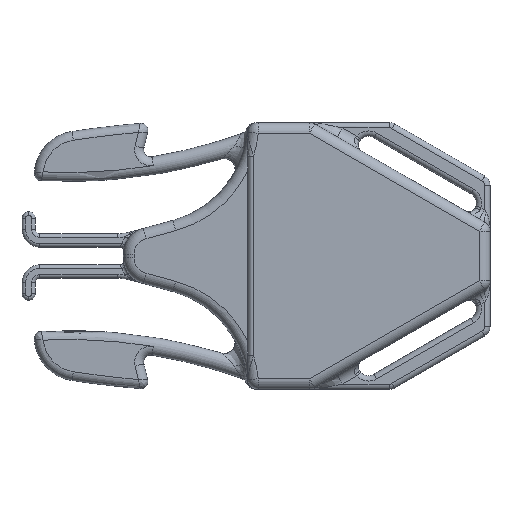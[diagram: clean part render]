
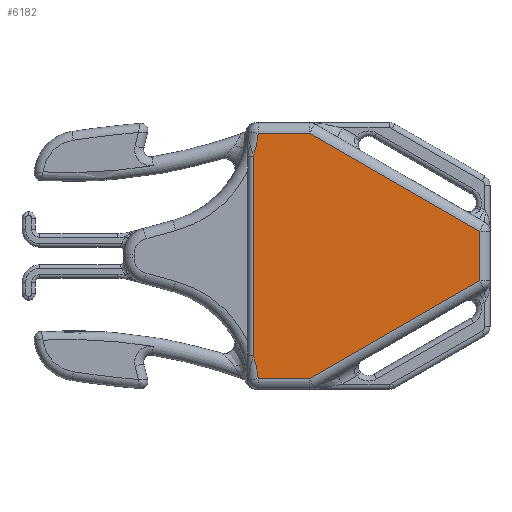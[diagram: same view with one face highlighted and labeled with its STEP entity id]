
A CAD part, front view. The second image highlights one B-rep face of the part: STEP entity #6182.
In plain terms, the highlighted planar face has unit normal (0, -1, 0).
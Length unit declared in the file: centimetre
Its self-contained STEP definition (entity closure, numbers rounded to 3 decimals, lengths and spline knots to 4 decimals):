
#160=PLANE('',#6683);
#322=LINE('',#10056,#690);
#332=LINE('',#10527,#700);
#333=LINE('',#10529,#701);
#334=LINE('',#10531,#702);
#335=LINE('',#10533,#703);
#336=LINE('',#10534,#704);
#690=VECTOR('',#7655,1.);
#700=VECTOR('',#7741,0.7284);
#701=VECTOR('',#7742,2.8041);
#702=VECTOR('',#7743,0.7011);
#703=VECTOR('',#7744,2.8041);
#704=VECTOR('',#7745,0.7284);
#1331=FACE_OUTER_BOUND('',#1740,.T.);
#1740=EDGE_LOOP('',(#4462,#4463,#4464,#4465,#4466,#4467,#4468,#4469));
#2184=CIRCLE('',#6682,1.5992);
#2185=CIRCLE('',#6684,1.5992);
#2687=VERTEX_POINT('',#10033);
#2691=VERTEX_POINT('',#10054);
#2711=VERTEX_POINT('',#10518);
#2712=VERTEX_POINT('',#10524);
#2713=VERTEX_POINT('',#10526);
#2714=VERTEX_POINT('',#10528);
#2715=VERTEX_POINT('',#10530);
#2716=VERTEX_POINT('',#10532);
#3305=EDGE_CURVE('',#2691,#2687,#322,.T.);
#3348=EDGE_CURVE('',#2711,#2687,#2184,.F.);
#3349=EDGE_CURVE('',#2691,#2712,#2185,.F.);
#3350=EDGE_CURVE('',#2712,#2713,#332,.F.);
#3351=EDGE_CURVE('',#2713,#2714,#333,.F.);
#3352=EDGE_CURVE('',#2714,#2715,#334,.F.);
#3353=EDGE_CURVE('',#2715,#2716,#335,.F.);
#3354=EDGE_CURVE('',#2716,#2711,#336,.F.);
#4462=ORIENTED_EDGE('',*,*,#3305,.F.);
#4463=ORIENTED_EDGE('',*,*,#3349,.T.);
#4464=ORIENTED_EDGE('',*,*,#3350,.T.);
#4465=ORIENTED_EDGE('',*,*,#3351,.T.);
#4466=ORIENTED_EDGE('',*,*,#3352,.T.);
#4467=ORIENTED_EDGE('',*,*,#3353,.T.);
#4468=ORIENTED_EDGE('',*,*,#3354,.T.);
#4469=ORIENTED_EDGE('',*,*,#3348,.T.);
#6182=ADVANCED_FACE('',(#1331),#160,.T.);
#6682=AXIS2_PLACEMENT_3D('',#10522,#7735,#7736);
#6683=AXIS2_PLACEMENT_3D('',#10523,#7737,#7738);
#6684=AXIS2_PLACEMENT_3D('',#10525,#7739,#7740);
#7655=DIRECTION('',(0.,0.,1.));
#7735=DIRECTION('center_axis',(0.,-1.,0.));
#7736=DIRECTION('ref_axis',(0.,0.,-1.));
#7737=DIRECTION('center_axis',(0.,-1.,0.));
#7738=DIRECTION('ref_axis',(0.,0.,-1.));
#7739=DIRECTION('center_axis',(0.,-1.,0.));
#7740=DIRECTION('ref_axis',(0.,0.,-1.));
#7741=DIRECTION('',(-1.,0.,0.));
#7742=DIRECTION('',(-0.866,0.,-0.5));
#7743=DIRECTION('',(0.,0.,-1.));
#7744=DIRECTION('',(0.866,0.,-0.5));
#7745=DIRECTION('',(1.,0.,0.));
#10033=CARTESIAN_POINT('',(1.8564,-0.635,1.4242));
#10054=CARTESIAN_POINT('',(1.8564,-0.635,-1.4242));
#10056=CARTESIAN_POINT('',(1.8564,-0.635,0.9525));
#10518=CARTESIAN_POINT('',(1.9231,-0.635,1.7526));
#10522=CARTESIAN_POINT('Origin',(0.3312,-0.635,1.905));
#10523=CARTESIAN_POINT('Origin',(0.3312,-0.635,1.905));
#10524=CARTESIAN_POINT('',(1.9231,-0.635,-1.7526));
#10525=CARTESIAN_POINT('Origin',(0.3312,-0.635,-1.905));
#10526=CARTESIAN_POINT('',(2.6516,-0.635,-1.7526));
#10527=CARTESIAN_POINT('',(2.6516,-0.635,-1.7526));
#10528=CARTESIAN_POINT('',(5.08,-0.635,-0.3505));
#10529=CARTESIAN_POINT('',(5.08,-0.635,-0.3505));
#10530=CARTESIAN_POINT('',(5.08,-0.635,0.3505));
#10531=CARTESIAN_POINT('',(5.08,-0.635,0.3505));
#10532=CARTESIAN_POINT('',(2.6516,-0.635,1.7526));
#10533=CARTESIAN_POINT('',(2.6516,-0.635,1.7526));
#10534=CARTESIAN_POINT('',(1.9231,-0.635,1.7526));
